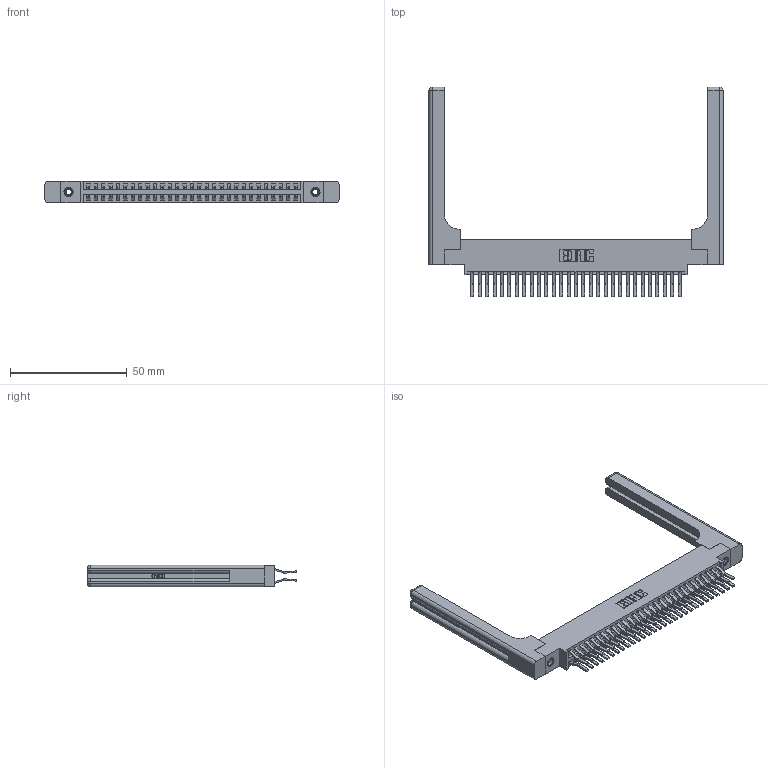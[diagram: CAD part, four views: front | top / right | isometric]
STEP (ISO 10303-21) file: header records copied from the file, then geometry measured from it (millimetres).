
FILE_DESCRIPTION (( 'STEP AP203' ), '1' );
FILE_NAME ('346-058-560-858.STEP', '2022-05-21T10:00:07', ( '' ), ( '' ), 'SwSTEP 2.0', 'SolidWorks 2020', '' );
FILE_SCHEMA (( 'CONFIG_CONTROL_DESIGN' ));
Length unit declared in the file: inch
Products named in the file (5): 346-220-058_345-220-058; 345-250-001_345-250-001-102; 346-058-560-858; 345-292-001_560 Tail; 346 Part_0.170 Offset - 0.156 Dia-TH
Assembly tree (63 placements, depth 2):
  346-058-560-858
    346 Part_0.170 Offset - 0.156 Dia-TH
    345-292-001_560 Tail  x58
    345-250-001_345-250-001-102  x2
    346-220-058_345-220-058  x2
Bounding box: 126.14 x 90.05 x 9.4 mm (x, y, z)
Volume: 19900.6 mm3; surface area: 23050.3 mm2
Topology: 63 solids, 63 shells, 3528 faces, 10381 edges, 6822 vertices
Faces by surface type: plane 2272, cylinder 1196, bspline 36, cone 12, sphere 8, torus 4
Entity records: 26494 total; most frequent: CARTESIAN_POINT 5399, ORIENTED_EDGE 4128, DIRECTION 3744, EDGE_CURVE 2064, VECTOR 1720, LINE 1720, VERTEX_POINT 1366, AXIS2_PLACEMENT_3D 1012
